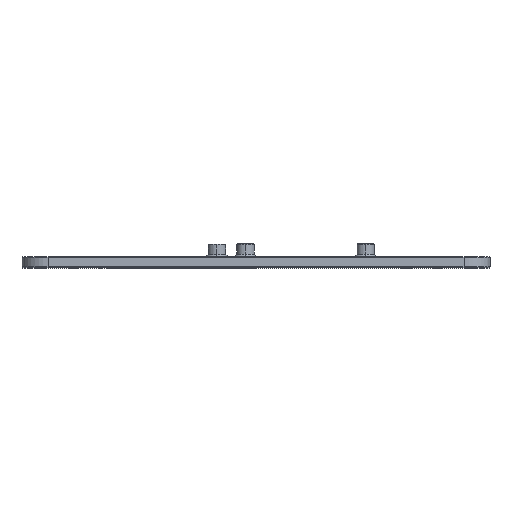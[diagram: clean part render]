
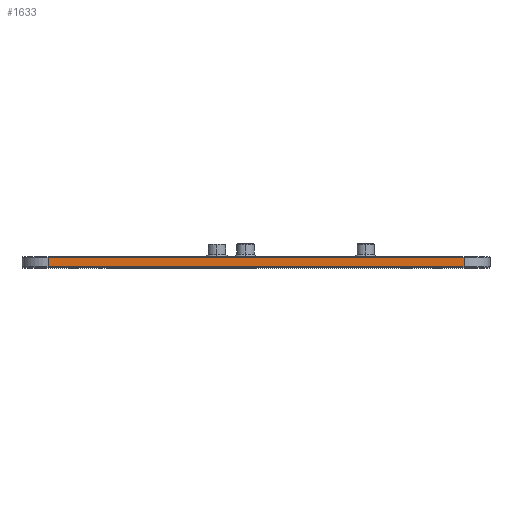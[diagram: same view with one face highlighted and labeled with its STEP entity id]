
A CAD part, top view. The second image highlights one B-rep face of the part: STEP entity #1633.
In plain terms, the highlighted planar face has unit normal (0, 0, 1).
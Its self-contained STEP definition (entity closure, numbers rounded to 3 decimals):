
#41 = LINE ( 'NONE', #848, #1015 ) ;
#81 = ORIENTED_EDGE ( 'NONE', *, *, #1206, .T. ) ;
#370 = FACE_OUTER_BOUND ( 'NONE', #542, .T. ) ;
#400 = CARTESIAN_POINT ( 'NONE',  ( -80., 3.8, 152. ) ) ;
#443 = CARTESIAN_POINT ( 'NONE',  ( -90., 4., 152. ) ) ;
#542 = EDGE_LOOP ( 'NONE', ( #3749, #1300, #2120, #81 ) ) ;
#808 = DIRECTION ( 'NONE',  ( -1., 0., 0. ) ) ;
#848 = CARTESIAN_POINT ( 'NONE',  ( 80., 4., 152. ) ) ;
#1015 = VECTOR ( 'NONE', #3365, 1000. ) ;
#1169 = PLANE ( 'NONE',  #3498 ) ;
#1206 = EDGE_CURVE ( 'NONE', #1817, #3655, #4932, .T. ) ;
#1300 = ORIENTED_EDGE ( 'NONE', *, *, #2962, .T. ) ;
#1633 = ADVANCED_FACE ( 'NONE', ( #370 ), #1169, .F. ) ;
#1817 = VERTEX_POINT ( 'NONE', #4999 ) ;
#2120 = ORIENTED_EDGE ( 'NONE', *, *, #2819, .T. ) ;
#2206 = VERTEX_POINT ( 'NONE', #4378 ) ;
#2212 = VECTOR ( 'NONE', #808, 1000. ) ;
#2442 = EDGE_CURVE ( 'NONE', #3655, #3558, #2835, .T. ) ;
#2685 = CARTESIAN_POINT ( 'NONE',  ( -80., 3.8, 152. ) ) ;
#2780 = CARTESIAN_POINT ( 'NONE',  ( -80., 4., 152. ) ) ;
#2808 = DIRECTION ( 'NONE',  ( 0., 0., -1. ) ) ;
#2819 = EDGE_CURVE ( 'NONE', #2206, #1817, #41, .T. ) ;
#2835 = LINE ( 'NONE', #2780, #3254 ) ;
#2962 = EDGE_CURVE ( 'NONE', #3558, #2206, #3489, .T. ) ;
#3102 = CARTESIAN_POINT ( 'NONE',  ( -90., 0.2, 152. ) ) ;
#3166 = VECTOR ( 'NONE', #4712, 1000. ) ;
#3254 = VECTOR ( 'NONE', #4067, 1000. ) ;
#3365 = DIRECTION ( 'NONE',  ( 0., 1., 0. ) ) ;
#3489 = LINE ( 'NONE', #3102, #3166 ) ;
#3498 = AXIS2_PLACEMENT_3D ( 'NONE', #443, #2808, #4460 ) ;
#3558 = VERTEX_POINT ( 'NONE', #4637 ) ;
#3655 = VERTEX_POINT ( 'NONE', #2685 ) ;
#3749 = ORIENTED_EDGE ( 'NONE', *, *, #2442, .T. ) ;
#4067 = DIRECTION ( 'NONE',  ( 0., -1., 0. ) ) ;
#4378 = CARTESIAN_POINT ( 'NONE',  ( 80., 0.2, 152. ) ) ;
#4460 = DIRECTION ( 'NONE',  ( -1., 0., 0. ) ) ;
#4637 = CARTESIAN_POINT ( 'NONE',  ( -80., 0.2, 152. ) ) ;
#4712 = DIRECTION ( 'NONE',  ( 1., 0., 0. ) ) ;
#4932 = LINE ( 'NONE', #400, #2212 ) ;
#4999 = CARTESIAN_POINT ( 'NONE',  ( 80., 3.8, 152. ) ) ;
